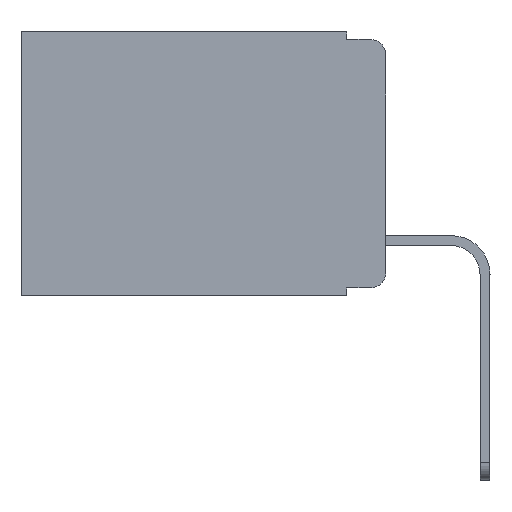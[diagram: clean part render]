
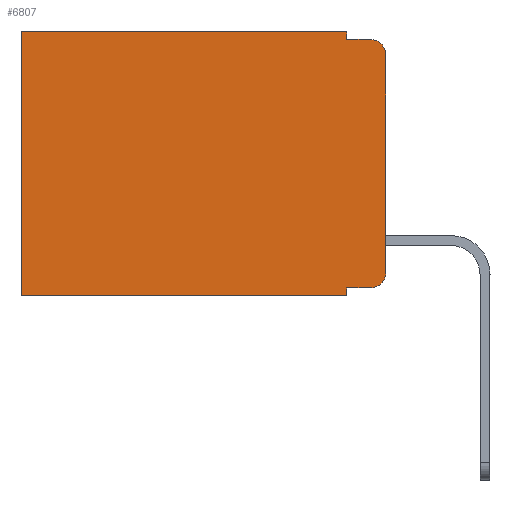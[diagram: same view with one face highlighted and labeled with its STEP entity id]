
A CAD part, left-side view. The second image highlights one B-rep face of the part: STEP entity #6807.
In plain terms, the highlighted planar face has unit normal (-1, 0, 0).
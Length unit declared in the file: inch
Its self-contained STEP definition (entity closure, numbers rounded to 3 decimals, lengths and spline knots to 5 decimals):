
#42 = CARTESIAN_POINT ( 'NONE',  ( 0.298, 0.02, -0.01 ) ) ;
#149 = CARTESIAN_POINT ( 'NONE',  ( 0.298, 0.051, 0. ) ) ;
#150 = CARTESIAN_POINT ( 'NONE',  ( 0.298, 0.02, -0.313 ) ) ;
#241 = DIRECTION ( 'NONE',  ( 0., 0., -1. ) ) ;
#323 = LINE ( 'NONE', #848, #9645 ) ;
#487 = CIRCLE ( 'NONE', #4547, 0.02 ) ;
#848 = CARTESIAN_POINT ( 'NONE',  ( 0.298, 0., 0. ) ) ;
#992 = VECTOR ( 'NONE', #7506, 39.37008 ) ;
#1043 = VERTEX_POINT ( 'NONE', #7830 ) ;
#1152 = VECTOR ( 'NONE', #10540, 39.37008 ) ;
#1512 = VERTEX_POINT ( 'NONE', #5555 ) ;
#1562 = LINE ( 'NONE', #7598, #6932 ) ;
#1715 = ORIENTED_EDGE ( 'NONE', *, *, #4955, .F. ) ;
#1844 = CARTESIAN_POINT ( 'NONE',  ( 0.298, 0.02, -0.03 ) ) ;
#2007 = ORIENTED_EDGE ( 'NONE', *, *, #9530, .T. ) ;
#2067 = PLANE ( 'NONE',  #10630 ) ;
#2110 = ORIENTED_EDGE ( 'NONE', *, *, #3346, .F. ) ;
#2332 = DIRECTION ( 'NONE',  ( 0., -1., 0. ) ) ;
#2421 = EDGE_CURVE ( 'NONE', #3298, #7203, #487, .T. ) ;
#2447 = VECTOR ( 'NONE', #6823, 39.37008 ) ;
#2513 = ORIENTED_EDGE ( 'NONE', *, *, #5294, .T. ) ;
#2552 = DIRECTION ( 'NONE',  ( 0., 0., -1. ) ) ;
#2610 = VERTEX_POINT ( 'NONE', #3050 ) ;
#2775 = DIRECTION ( 'NONE',  ( -1., 0., 0. ) ) ;
#3050 = CARTESIAN_POINT ( 'NONE',  ( 0.298, 0.02, -0.333 ) ) ;
#3077 = VERTEX_POINT ( 'NONE', #10401 ) ;
#3214 = VECTOR ( 'NONE', #4442, 39.37008 ) ;
#3298 = VERTEX_POINT ( 'NONE', #7395 ) ;
#3346 = EDGE_CURVE ( 'NONE', #10239, #6544, #3357, .T. ) ;
#3357 = LINE ( 'NONE', #9318, #2447 ) ;
#3388 = EDGE_CURVE ( 'NONE', #10239, #6250, #8342, .T. ) ;
#3596 = EDGE_CURVE ( 'NONE', #3298, #3077, #323, .T. ) ;
#3653 = CARTESIAN_POINT ( 'NONE',  ( 0.298, 0.051, 0. ) ) ;
#3755 = VECTOR ( 'NONE', #10344, 39.37008 ) ;
#4187 = CARTESIAN_POINT ( 'NONE',  ( 0.298, 0., 0. ) ) ;
#4416 = LINE ( 'NONE', #149, #3755 ) ;
#4442 = DIRECTION ( 'NONE',  ( 0., 0., -1. ) ) ;
#4547 = AXIS2_PLACEMENT_3D ( 'NONE', #1844, #8561, #241 ) ;
#4756 = CARTESIAN_POINT ( 'NONE',  ( 0.298, 0.051, -0.01 ) ) ;
#4827 = CARTESIAN_POINT ( 'NONE',  ( 0.298, 0.051, -0.343 ) ) ;
#4955 = EDGE_CURVE ( 'NONE', #6544, #7203, #1562, .T. ) ;
#5115 = EDGE_CURVE ( 'NONE', #2610, #3077, #8755, .T. ) ;
#5294 = EDGE_CURVE ( 'NONE', #1043, #2610, #9810, .T. ) ;
#5305 = CARTESIAN_POINT ( 'NONE',  ( 0.298, 0.473, 0. ) ) ;
#5538 = ORIENTED_EDGE ( 'NONE', *, *, #2421, .T. ) ;
#5555 = CARTESIAN_POINT ( 'NONE',  ( 0.298, 0.473, -0.343 ) ) ;
#5749 = CARTESIAN_POINT ( 'NONE',  ( 0.298, 0.473, 0. ) ) ;
#5885 = EDGE_CURVE ( 'NONE', #10116, #1512, #9402, .T. ) ;
#6155 = CARTESIAN_POINT ( 'NONE',  ( 0.298, 0., 0. ) ) ;
#6188 = DIRECTION ( 'NONE',  ( 0., 0., -1. ) ) ;
#6250 = VERTEX_POINT ( 'NONE', #5749 ) ;
#6544 = VERTEX_POINT ( 'NONE', #4756 ) ;
#6807 = ADVANCED_FACE ( 'NONE', ( #10202 ), #2067, .F. ) ;
#6823 = DIRECTION ( 'NONE',  ( 0., 0., -1. ) ) ;
#6905 = DIRECTION ( 'NONE',  ( 0., 0., -1. ) ) ;
#6932 = VECTOR ( 'NONE', #2332, 39.37008 ) ;
#7155 = ORIENTED_EDGE ( 'NONE', *, *, #5115, .T. ) ;
#7161 = VECTOR ( 'NONE', #9474, 39.37008 ) ;
#7203 = VERTEX_POINT ( 'NONE', #42 ) ;
#7395 = CARTESIAN_POINT ( 'NONE',  ( 0.298, 0., -0.03 ) ) ;
#7506 = DIRECTION ( 'NONE',  ( 0., 1., 0. ) ) ;
#7523 = ORIENTED_EDGE ( 'NONE', *, *, #7967, .F. ) ;
#7598 = CARTESIAN_POINT ( 'NONE',  ( 0.298, 0.051, -0.01 ) ) ;
#7801 = DIRECTION ( 'NONE',  ( 1., 0., 0. ) ) ;
#7830 = CARTESIAN_POINT ( 'NONE',  ( 0.298, 0.051, -0.333 ) ) ;
#7967 = EDGE_CURVE ( 'NONE', #1043, #10116, #4416, .T. ) ;
#8193 = EDGE_LOOP ( 'NONE', ( #9189, #5538, #1715, #2110, #9633, #2007, #9007, #7523, #2513, #7155 ) ) ;
#8342 = LINE ( 'NONE', #4187, #992 ) ;
#8561 = DIRECTION ( 'NONE',  ( -1., 0., 0. ) ) ;
#8668 = CARTESIAN_POINT ( 'NONE',  ( 0.298, 0., -0.343 ) ) ;
#8755 = CIRCLE ( 'NONE', #9920, 0.02 ) ;
#8871 = CARTESIAN_POINT ( 'NONE',  ( 0.298, 0.051, -0.333 ) ) ;
#9007 = ORIENTED_EDGE ( 'NONE', *, *, #5885, .F. ) ;
#9189 = ORIENTED_EDGE ( 'NONE', *, *, #3596, .F. ) ;
#9318 = CARTESIAN_POINT ( 'NONE',  ( 0.298, 0.051, 0. ) ) ;
#9402 = LINE ( 'NONE', #8668, #7161 ) ;
#9474 = DIRECTION ( 'NONE',  ( 0., 1., 0. ) ) ;
#9530 = EDGE_CURVE ( 'NONE', #6250, #1512, #10283, .T. ) ;
#9633 = ORIENTED_EDGE ( 'NONE', *, *, #3388, .T. ) ;
#9645 = VECTOR ( 'NONE', #2552, 39.37008 ) ;
#9810 = LINE ( 'NONE', #8871, #1152 ) ;
#9920 = AXIS2_PLACEMENT_3D ( 'NONE', #150, #2775, #6905 ) ;
#10116 = VERTEX_POINT ( 'NONE', #4827 ) ;
#10202 = FACE_OUTER_BOUND ( 'NONE', #8193, .T. ) ;
#10239 = VERTEX_POINT ( 'NONE', #3653 ) ;
#10283 = LINE ( 'NONE', #5305, #3214 ) ;
#10344 = DIRECTION ( 'NONE',  ( 0., 0., -1. ) ) ;
#10401 = CARTESIAN_POINT ( 'NONE',  ( 0.298, 0., -0.313 ) ) ;
#10540 = DIRECTION ( 'NONE',  ( 0., -1., 0. ) ) ;
#10630 = AXIS2_PLACEMENT_3D ( 'NONE', #6155, #7801, #6188 ) ;
